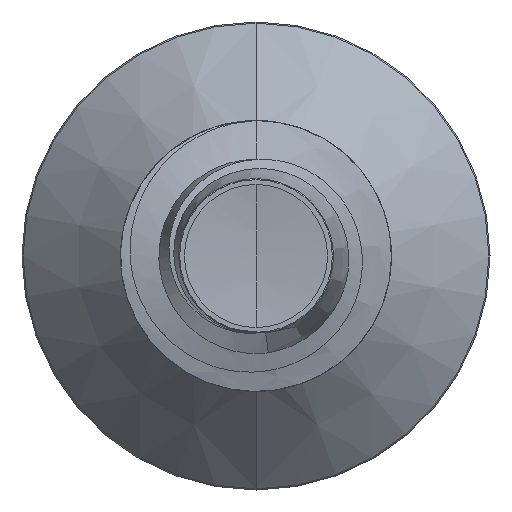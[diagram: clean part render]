
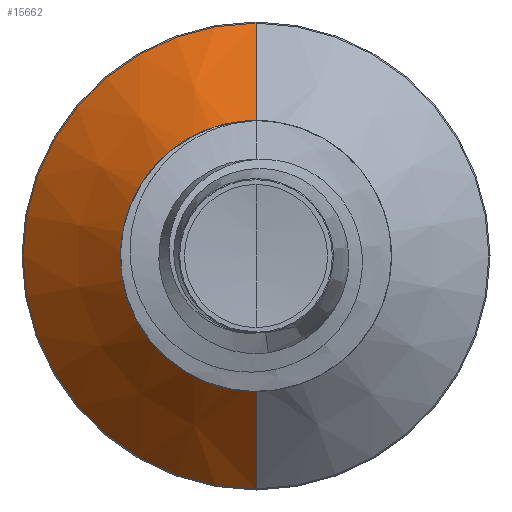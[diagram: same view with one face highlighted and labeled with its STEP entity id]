
A CAD part, front view. The second image highlights one B-rep face of the part: STEP entity #15662.
In plain terms, the highlighted conical face has half-angle 45 degrees and reference radius 1.034 mm.
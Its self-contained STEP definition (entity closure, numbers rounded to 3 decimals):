
#663 = DIRECTION ( 'NONE',  ( 0., 0., 1. ) ) ;
#1105 = DIRECTION ( 'NONE',  ( 0., 0., 1. ) ) ;
#1142 = DIRECTION ( 'NONE',  ( 0., 1., 0. ) ) ;
#1143 = CARTESIAN_POINT ( 'NONE',  ( 0., 6.64, 0. ) ) ;
#1165 = CARTESIAN_POINT ( 'NONE',  ( 0., 6.64, 1.89 ) ) ;
#2802 = VERTEX_POINT ( 'NONE', #4663 ) ;
#2958 = CARTESIAN_POINT ( 'NONE',  ( 0., 5.784, -1.034 ) ) ;
#3126 = CARTESIAN_POINT ( 'NONE',  ( 0., 5.784, -1.034 ) ) ;
#3477 = LINE ( 'NONE', #3126, #6754 ) ;
#3496 = FACE_OUTER_BOUND ( 'NONE', #4139, .T. ) ;
#3667 = EDGE_CURVE ( 'NONE', #2802, #3673, #7315, .T. ) ;
#3673 = VERTEX_POINT ( 'NONE', #1165 ) ;
#3762 = DIRECTION ( 'NONE',  ( 0., 0.707, 0.707 ) ) ;
#4139 = EDGE_LOOP ( 'NONE', ( #14331, #6121, #14570, #14795 ) ) ;
#4663 = CARTESIAN_POINT ( 'NONE',  ( 0., 6.64, -1.89 ) ) ;
#6121 = ORIENTED_EDGE ( 'NONE', *, *, #12020, .T. ) ;
#6754 = VECTOR ( 'NONE', #12864, 1000. ) ;
#6817 = VERTEX_POINT ( 'NONE', #2958 ) ;
#7315 = CIRCLE ( 'NONE', #16802, 1.89 ) ;
#8009 = CARTESIAN_POINT ( 'NONE',  ( 0., 5.784, 0. ) ) ;
#8442 = AXIS2_PLACEMENT_3D ( 'NONE', #8987, #13138, #663 ) ;
#8987 = CARTESIAN_POINT ( 'NONE',  ( 0., 5.784, 0. ) ) ;
#9388 = DIRECTION ( 'NONE',  ( 0., 0., 1. ) ) ;
#9574 = VERTEX_POINT ( 'NONE', #16739 ) ;
#10462 = VECTOR ( 'NONE', #3762, 1000. ) ;
#10737 = CARTESIAN_POINT ( 'NONE',  ( 0., 5.784, 1.034 ) ) ;
#12020 = EDGE_CURVE ( 'NONE', #6817, #9574, #16019, .T. ) ;
#12864 = DIRECTION ( 'NONE',  ( 0., 0.707, -0.707 ) ) ;
#13138 = DIRECTION ( 'NONE',  ( 0., 1., 0. ) ) ;
#13804 = EDGE_CURVE ( 'NONE', #9574, #3673, #17575, .T. ) ;
#14331 = ORIENTED_EDGE ( 'NONE', *, *, #17342, .F. ) ;
#14570 = ORIENTED_EDGE ( 'NONE', *, *, #13804, .T. ) ;
#14795 = ORIENTED_EDGE ( 'NONE', *, *, #3667, .F. ) ;
#15442 = AXIS2_PLACEMENT_3D ( 'NONE', #8009, #17463, #9388 ) ;
#15662 = ADVANCED_FACE ( 'NONE', ( #3496 ), #17188, .T. ) ;
#16019 = CIRCLE ( 'NONE', #15442, 1.034 ) ;
#16739 = CARTESIAN_POINT ( 'NONE',  ( 0., 5.784, 1.034 ) ) ;
#16802 = AXIS2_PLACEMENT_3D ( 'NONE', #1143, #1142, #1105 ) ;
#17188 = CONICAL_SURFACE ( 'NONE', #8442, 1.034, 0.785 ) ;
#17342 = EDGE_CURVE ( 'NONE', #6817, #2802, #3477, .T. ) ;
#17463 = DIRECTION ( 'NONE',  ( 0., 1., 0. ) ) ;
#17575 = LINE ( 'NONE', #10737, #10462 ) ;
